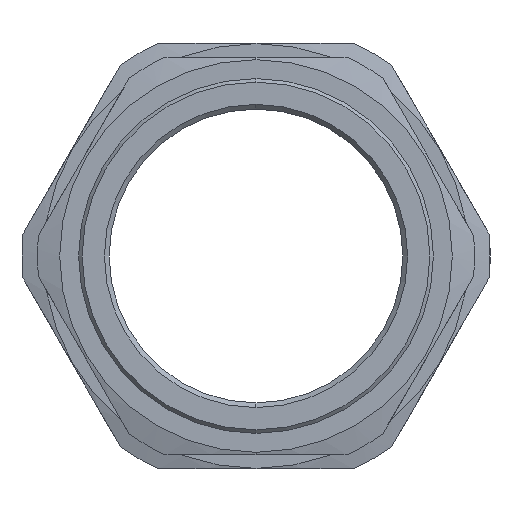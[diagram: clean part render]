
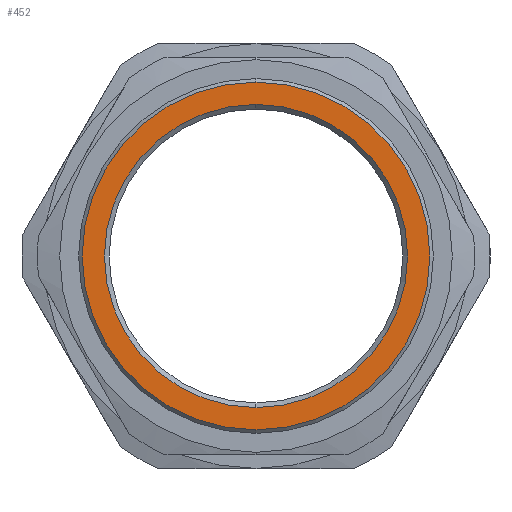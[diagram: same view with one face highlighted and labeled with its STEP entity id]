
A CAD part, left-side view. The second image highlights one B-rep face of the part: STEP entity #452.
In plain terms, the highlighted planar face has unit normal (-1, 0, 0).
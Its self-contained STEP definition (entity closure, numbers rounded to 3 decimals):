
#215 = DIRECTION ( 'NONE',  ( 0., 0., -1. ) ) ;
#314 = ORIENTED_EDGE ( 'NONE', *, *, #1253, .T. ) ;
#350 = VERTEX_POINT ( 'NONE', #1813 ) ;
#452 = ADVANCED_FACE ( 'NONE', ( #1610, #3884 ), #3065, .F. ) ;
#475 = CIRCLE ( 'NONE', #3654, 32.05 ) ;
#592 = AXIS2_PLACEMENT_3D ( 'NONE', #3808, #3511, #3451 ) ;
#639 = EDGE_LOOP ( 'NONE', ( #1661, #2022 ) ) ;
#725 = DIRECTION ( 'NONE',  ( -1., 0., 0. ) ) ;
#954 = AXIS2_PLACEMENT_3D ( 'NONE', #2058, #3855, #2862 ) ;
#1253 = EDGE_CURVE ( 'NONE', #350, #3726, #1436, .T. ) ;
#1436 = CIRCLE ( 'NONE', #3146, 36.75 ) ;
#1525 = DIRECTION ( 'NONE',  ( 0., 0., -1. ) ) ;
#1610 = FACE_OUTER_BOUND ( 'NONE', #2778, .T. ) ;
#1661 = ORIENTED_EDGE ( 'NONE', *, *, #2172, .T. ) ;
#1732 = VERTEX_POINT ( 'NONE', #2060 ) ;
#1813 = CARTESIAN_POINT ( 'NONE',  ( 0., 0., -36.75 ) ) ;
#2022 = ORIENTED_EDGE ( 'NONE', *, *, #3409, .T. ) ;
#2024 = EDGE_CURVE ( 'NONE', #3726, #350, #3759, .T. ) ;
#2058 = CARTESIAN_POINT ( 'NONE',  ( 0., 0., 0. ) ) ;
#2060 = CARTESIAN_POINT ( 'NONE',  ( 0., 0., 32.05 ) ) ;
#2172 = EDGE_CURVE ( 'NONE', #1732, #4350, #475, .T. ) ;
#2252 = CARTESIAN_POINT ( 'NONE',  ( 0., 0., -32.05 ) ) ;
#2299 = DIRECTION ( 'NONE',  ( -1., 0., 0. ) ) ;
#2778 = EDGE_LOOP ( 'NONE', ( #314, #3157 ) ) ;
#2862 = DIRECTION ( 'NONE',  ( 0., 0., -1. ) ) ;
#3022 = CARTESIAN_POINT ( 'NONE',  ( 0., 0., 36.75 ) ) ;
#3065 = PLANE ( 'NONE',  #954 ) ;
#3136 = DIRECTION ( 'NONE',  ( 0., 0., -1. ) ) ;
#3146 = AXIS2_PLACEMENT_3D ( 'NONE', #3756, #725, #3136 ) ;
#3157 = ORIENTED_EDGE ( 'NONE', *, *, #2024, .T. ) ;
#3409 = EDGE_CURVE ( 'NONE', #4350, #1732, #4202, .T. ) ;
#3451 = DIRECTION ( 'NONE',  ( 0., 0., -1. ) ) ;
#3467 = AXIS2_PLACEMENT_3D ( 'NONE', #3659, #2299, #215 ) ;
#3511 = DIRECTION ( 'NONE',  ( 1., 0., 0. ) ) ;
#3596 = DIRECTION ( 'NONE',  ( 1., 0., 0. ) ) ;
#3654 = AXIS2_PLACEMENT_3D ( 'NONE', #4251, #3596, #1525 ) ;
#3659 = CARTESIAN_POINT ( 'NONE',  ( 0., 0., 0. ) ) ;
#3726 = VERTEX_POINT ( 'NONE', #3022 ) ;
#3756 = CARTESIAN_POINT ( 'NONE',  ( 0., 0., 0. ) ) ;
#3759 = CIRCLE ( 'NONE', #3467, 36.75 ) ;
#3808 = CARTESIAN_POINT ( 'NONE',  ( 0., 0., 0. ) ) ;
#3855 = DIRECTION ( 'NONE',  ( 1., 0., 0. ) ) ;
#3884 = FACE_BOUND ( 'NONE', #639, .T. ) ;
#4202 = CIRCLE ( 'NONE', #592, 32.05 ) ;
#4251 = CARTESIAN_POINT ( 'NONE',  ( 0., 0., 0. ) ) ;
#4350 = VERTEX_POINT ( 'NONE', #2252 ) ;
